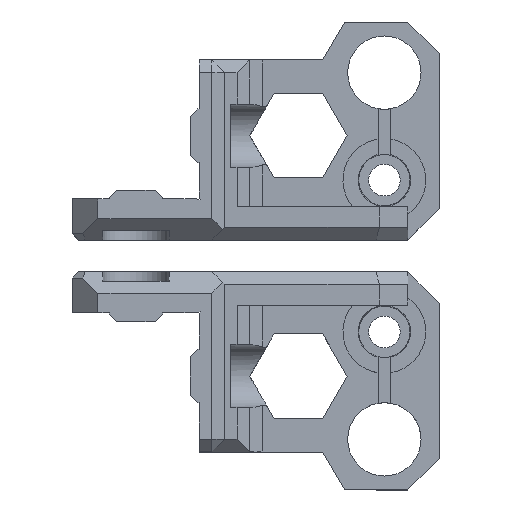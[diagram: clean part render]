
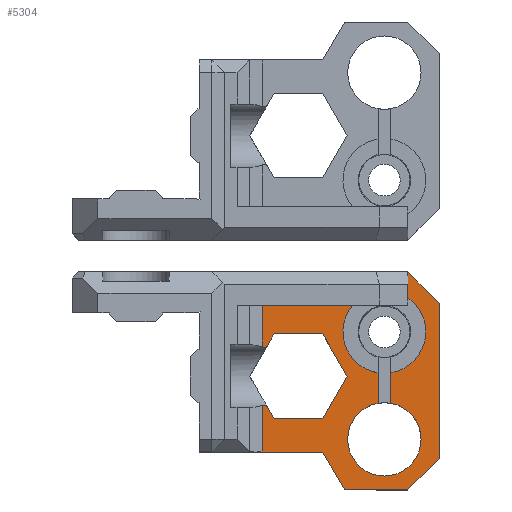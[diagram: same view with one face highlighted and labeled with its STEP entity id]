
A CAD part, top view. The second image highlights one B-rep face of the part: STEP entity #5304.
In plain terms, the highlighted face is planar.
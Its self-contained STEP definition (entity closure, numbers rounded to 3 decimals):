
#121=CIRCLE('',#5703,6.55);
#122=CIRCLE('',#5704,5.8);
#123=CIRCLE('',#5705,5.8);
#124=CIRCLE('',#5706,6.55);
#392=FACE_OUTER_BOUND('',#709,.T.);
#709=EDGE_LOOP('',(#4438,#4439,#4440,#4441,#4442,#4443,#4444,#4445,#4446,
#4447,#4448,#4449,#4450,#4451,#4452,#4453,#4454,#4455,#4456,#4457,#4458,
#4459,#4460,#4461));
#1235=LINE('',#8213,#1901);
#1236=LINE('',#8219,#1902);
#1238=LINE('',#8223,#1904);
#1325=LINE('',#8430,#1991);
#1331=LINE('',#8445,#1997);
#1332=LINE('',#8447,#1998);
#1333=LINE('',#8449,#1999);
#1334=LINE('',#8451,#2000);
#1335=LINE('',#8452,#2001);
#1336=LINE('',#8453,#2002);
#1337=LINE('',#8455,#2003);
#1338=LINE('',#8457,#2004);
#1339=LINE('',#8459,#2005);
#1340=LINE('',#8461,#2006);
#1341=LINE('',#8463,#2007);
#1342=LINE('',#8464,#2008);
#1343=LINE('',#8466,#2009);
#1344=LINE('',#8470,#2010);
#1345=LINE('',#8476,#2011);
#1346=LINE('',#8479,#2012);
#1901=VECTOR('',#6723,10.);
#1902=VECTOR('',#6730,10.);
#1904=VECTOR('',#6734,10.);
#1991=VECTOR('',#6891,10.);
#1997=VECTOR('',#6903,10.);
#1998=VECTOR('',#6906,10.);
#1999=VECTOR('',#6907,10.);
#2000=VECTOR('',#6908,10.);
#2001=VECTOR('',#6909,10.);
#2002=VECTOR('',#6910,10.);
#2003=VECTOR('',#6911,10.);
#2004=VECTOR('',#6912,10.);
#2005=VECTOR('',#6913,10.);
#2006=VECTOR('',#6914,10.);
#2007=VECTOR('',#6915,10.);
#2008=VECTOR('',#6916,10.);
#2009=VECTOR('',#6917,10.);
#2010=VECTOR('',#6920,10.);
#2011=VECTOR('',#6925,10.);
#2012=VECTOR('',#6928,10.);
#2431=VERTEX_POINT('',#8210);
#2432=VERTEX_POINT('',#8212);
#2433=VERTEX_POINT('',#8216);
#2434=VERTEX_POINT('',#8218);
#2435=VERTEX_POINT('',#8222);
#2484=VERTEX_POINT('',#8336);
#2517=VERTEX_POINT('',#8423);
#2520=VERTEX_POINT('',#8428);
#2524=VERTEX_POINT('',#8439);
#2526=VERTEX_POINT('',#8443);
#2527=VERTEX_POINT('',#8448);
#2528=VERTEX_POINT('',#8450);
#2529=VERTEX_POINT('',#8454);
#2530=VERTEX_POINT('',#8456);
#2531=VERTEX_POINT('',#8458);
#2532=VERTEX_POINT('',#8460);
#2533=VERTEX_POINT('',#8462);
#2534=VERTEX_POINT('',#8465);
#2535=VERTEX_POINT('',#8467);
#2536=VERTEX_POINT('',#8469);
#2537=VERTEX_POINT('',#8471);
#2538=VERTEX_POINT('',#8473);
#2539=VERTEX_POINT('',#8475);
#2540=VERTEX_POINT('',#8477);
#3074=EDGE_CURVE('',#2431,#2432,#1235,.T.);
#3077=EDGE_CURVE('',#2433,#2434,#1236,.T.);
#3079=EDGE_CURVE('',#2434,#2435,#1238,.T.);
#3180=EDGE_CURVE('',#2517,#2520,#1325,.T.);
#3187=EDGE_CURVE('',#2524,#2526,#1331,.T.);
#3188=EDGE_CURVE('',#2432,#2520,#1332,.T.);
#3189=EDGE_CURVE('',#2527,#2431,#1333,.T.);
#3190=EDGE_CURVE('',#2528,#2527,#1334,.T.);
#3191=EDGE_CURVE('',#2435,#2528,#1335,.T.);
#3192=EDGE_CURVE('',#2524,#2433,#1336,.T.);
#3193=EDGE_CURVE('',#2526,#2529,#1337,.T.);
#3194=EDGE_CURVE('',#2529,#2530,#1338,.T.);
#3195=EDGE_CURVE('',#2531,#2530,#1339,.T.);
#3196=EDGE_CURVE('',#2531,#2532,#1340,.T.);
#3197=EDGE_CURVE('',#2533,#2532,#1341,.T.);
#3198=EDGE_CURVE('',#2533,#2484,#1342,.T.);
#3199=EDGE_CURVE('',#2534,#2484,#1343,.T.);
#3200=EDGE_CURVE('',#2535,#2534,#121,.T.);
#3201=EDGE_CURVE('',#2536,#2535,#1344,.T.);
#3202=EDGE_CURVE('',#2537,#2536,#122,.T.);
#3203=EDGE_CURVE('',#2538,#2537,#123,.T.);
#3204=EDGE_CURVE('',#2539,#2538,#1345,.T.);
#3205=EDGE_CURVE('',#2540,#2539,#124,.T.);
#3206=EDGE_CURVE('',#2517,#2540,#1346,.T.);
#4438=ORIENTED_EDGE('',*,*,#3180,.T.);
#4439=ORIENTED_EDGE('',*,*,#3188,.F.);
#4440=ORIENTED_EDGE('',*,*,#3074,.F.);
#4441=ORIENTED_EDGE('',*,*,#3189,.F.);
#4442=ORIENTED_EDGE('',*,*,#3190,.F.);
#4443=ORIENTED_EDGE('',*,*,#3191,.F.);
#4444=ORIENTED_EDGE('',*,*,#3079,.F.);
#4445=ORIENTED_EDGE('',*,*,#3077,.F.);
#4446=ORIENTED_EDGE('',*,*,#3192,.F.);
#4447=ORIENTED_EDGE('',*,*,#3187,.T.);
#4448=ORIENTED_EDGE('',*,*,#3193,.T.);
#4449=ORIENTED_EDGE('',*,*,#3194,.T.);
#4450=ORIENTED_EDGE('',*,*,#3195,.F.);
#4451=ORIENTED_EDGE('',*,*,#3196,.T.);
#4452=ORIENTED_EDGE('',*,*,#3197,.F.);
#4453=ORIENTED_EDGE('',*,*,#3198,.T.);
#4454=ORIENTED_EDGE('',*,*,#3199,.F.);
#4455=ORIENTED_EDGE('',*,*,#3200,.F.);
#4456=ORIENTED_EDGE('',*,*,#3201,.F.);
#4457=ORIENTED_EDGE('',*,*,#3202,.F.);
#4458=ORIENTED_EDGE('',*,*,#3203,.F.);
#4459=ORIENTED_EDGE('',*,*,#3204,.F.);
#4460=ORIENTED_EDGE('',*,*,#3205,.F.);
#4461=ORIENTED_EDGE('',*,*,#3206,.F.);
#5011=PLANE('',#5702);
#5304=ADVANCED_FACE('',(#392),#5011,.F.);
#5702=AXIS2_PLACEMENT_3D('',#8446,#6904,#6905);
#5703=AXIS2_PLACEMENT_3D('',#8468,#6918,#6919);
#5704=AXIS2_PLACEMENT_3D('',#8472,#6921,#6922);
#5705=AXIS2_PLACEMENT_3D('',#8474,#6923,#6924);
#5706=AXIS2_PLACEMENT_3D('',#8478,#6926,#6927);
#6723=DIRECTION('',(-0.5,0.866,0.));
#6730=DIRECTION('',(0.5,0.866,0.));
#6734=DIRECTION('',(1.,0.,0.));
#6891=DIRECTION('',(0.,1.,0.));
#6903=DIRECTION('',(0.,1.,0.));
#6904=DIRECTION('center_axis',(0.,0.,1.));
#6905=DIRECTION('ref_axis',(1.,0.,0.));
#6906=DIRECTION('',(-1.,0.,0.));
#6907=DIRECTION('',(-1.,0.,0.));
#6908=DIRECTION('',(-0.5,-0.866,0.));
#6909=DIRECTION('',(0.5,-0.866,0.));
#6910=DIRECTION('',(1.,0.,0.));
#6911=DIRECTION('',(1.,0.,0.));
#6912=DIRECTION('',(0.5,0.866,0.));
#6913=DIRECTION('',(-1.,0.,0.));
#6914=DIRECTION('',(0.707,-0.707,0.));
#6915=DIRECTION('',(0.,1.,0.));
#6916=DIRECTION('',(-0.707,-0.707,0.));
#6917=DIRECTION('',(0.,-1.,0.));
#6918=DIRECTION('center_axis',(0.,0.,-1.));
#6919=DIRECTION('ref_axis',(1.,0.,0.));
#6920=DIRECTION('',(0.,-1.,0.));
#6921=DIRECTION('center_axis',(0.,0.,-1.));
#6922=DIRECTION('ref_axis',(1.,0.,0.));
#6923=DIRECTION('center_axis',(0.,0.,-1.));
#6924=DIRECTION('ref_axis',(1.,0.,0.));
#6925=DIRECTION('',(0.,1.,0.));
#6926=DIRECTION('center_axis',(0.,0.,-1.));
#6927=DIRECTION('ref_axis',(1.,0.,0.));
#6928=DIRECTION('',(1.,0.,0.));
#8210=CARTESIAN_POINT('',(-17.45,0.332,0.));
#8212=CARTESIAN_POINT('',(-18.654,2.417,0.));
#8213=CARTESIAN_POINT('',(-21.3,7.,0.));
#8216=CARTESIAN_POINT('',(-18.654,11.583,0.));
#8218=CARTESIAN_POINT('',(-17.45,13.668,0.));
#8219=CARTESIAN_POINT('',(-17.45,13.668,0.));
#8222=CARTESIAN_POINT('',(-9.75,13.668,0.));
#8223=CARTESIAN_POINT('',(-9.75,13.668,0.));
#8336=CARTESIAN_POINT('',(3.7,-9.5,0.));
#8423=CARTESIAN_POINT('',(-19.3,-4.2,0.));
#8428=CARTESIAN_POINT('',(-19.3,2.417,0.));
#8430=CARTESIAN_POINT('',(-19.3,1.775,0.));
#8439=CARTESIAN_POINT('',(-19.3,11.583,0.));
#8443=CARTESIAN_POINT('',(-19.3,19.,0.));
#8445=CARTESIAN_POINT('',(-19.3,1.775,0.));
#8446=CARTESIAN_POINT('Origin',(-20.3,7.75,0.));
#8447=CARTESIAN_POINT('',(-21.3,2.417,0.));
#8448=CARTESIAN_POINT('',(-9.75,0.332,0.));
#8449=CARTESIAN_POINT('',(-17.45,0.332,0.));
#8450=CARTESIAN_POINT('',(-5.9,7.,0.));
#8451=CARTESIAN_POINT('',(-9.75,0.332,0.));
#8452=CARTESIAN_POINT('',(-5.9,7.,0.));
#8453=CARTESIAN_POINT('',(-21.3,11.583,0.));
#8454=CARTESIAN_POINT('',(-9.75,19.,0.));
#8455=CARTESIAN_POINT('',(-29.3,19.,0.));
#8456=CARTESIAN_POINT('',(-6.286,25.,0.));
#8457=CARTESIAN_POINT('',(-9.75,19.,0.));
#8458=CARTESIAN_POINT('',(3.7,25.,0.));
#8459=CARTESIAN_POINT('',(8.7,25.,0.));
#8460=CARTESIAN_POINT('',(8.7,20.,0.));
#8461=CARTESIAN_POINT('',(3.263,25.438,0.));
#8462=CARTESIAN_POINT('',(8.7,-4.5,0.));
#8463=CARTESIAN_POINT('',(8.7,-9.5,0.));
#8464=CARTESIAN_POINT('',(3.262,-9.938,0.));
#8465=CARTESIAN_POINT('',(3.7,-5.405,0.));
#8466=CARTESIAN_POINT('',(3.7,-0.875,0.));
#8467=CARTESIAN_POINT('',(1.,6.473,0.));
#8468=CARTESIAN_POINT('Origin',(0.,0.,0.));
#8469=CARTESIAN_POINT('',(1.,11.287,0.));
#8470=CARTESIAN_POINT('',(1.,11.287,0.));
#8471=CARTESIAN_POINT('',(-5.8,17.,0.));
#8472=CARTESIAN_POINT('Origin',(0.,17.,0.));
#8473=CARTESIAN_POINT('',(-1.,11.287,0.));
#8474=CARTESIAN_POINT('Origin',(0.,17.,0.));
#8475=CARTESIAN_POINT('',(-1.,6.473,0.));
#8476=CARTESIAN_POINT('',(-1.,3.925,0.));
#8477=CARTESIAN_POINT('',(-5.026,-4.2,0.));
#8478=CARTESIAN_POINT('Origin',(0.,0.,0.));
#8479=CARTESIAN_POINT('',(-8.3,-4.2,0.));
